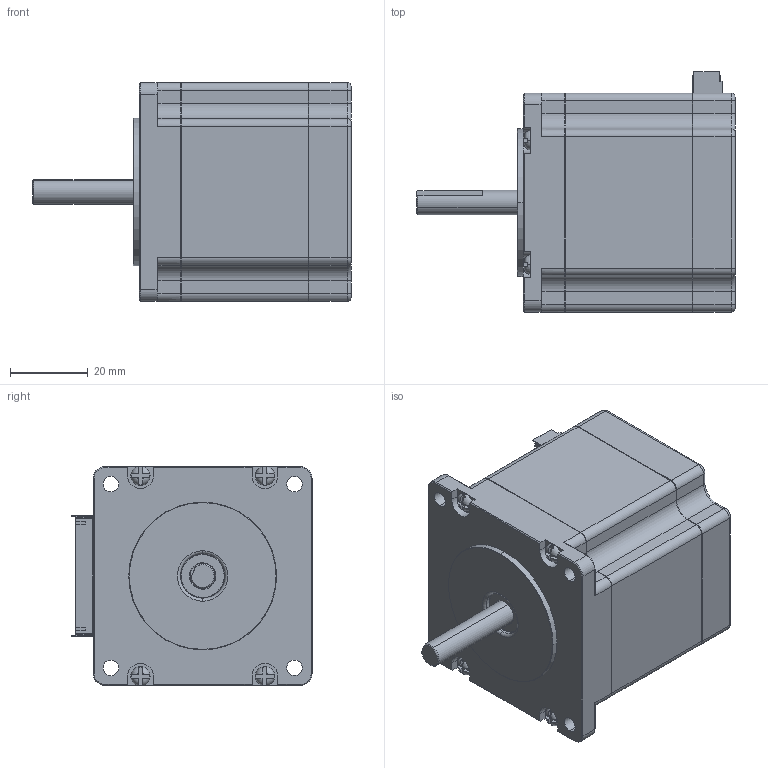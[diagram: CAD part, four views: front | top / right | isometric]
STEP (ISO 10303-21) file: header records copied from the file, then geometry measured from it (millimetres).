
FILE_DESCRIPTION (( 'STEP AP214' ), '1' );
FILE_NAME ('NEMA_235628-6.35_s.STEP', '2022-09-18T19:48:48', ( '' ), ( '' ), 'SwSTEP 2.0', 'SolidWorks 2015', '' );
FILE_SCHEMA (( 'AUTOMOTIVE_DESIGN' ));
Length unit declared in the file: millimetre
Products named in the file (8): Nema2356_screv; Nema2356_middle; Nema2356_contact; NEMA_235628-6.35_s; Nema2356_axis; Nema2356_top; Nema2356_gultnis; Nema2356_bottom
Assembly tree (11 placements, depth 2):
  NEMA_235628-6.35_s
    Nema2356_top
    Nema2356_middle
    Nema2356_bottom
    Nema2356_axis
    Nema2356_gultnis  x2
    Nema2356_screv  x4
    Nema2356_contact
Bounding box: 82 x 61.9 x 56.65 mm (x, y, z)
Volume: 159882.1 mm3; surface area: 37531.8 mm2
Topology: 12 solids, 12 shells, 471 faces, 1159 edges, 724 vertices
Faces by surface type: plane 238, cylinder 130, cone 75, torus 28
Entity records: 12613 total; most frequent: CARTESIAN_POINT 2082, DIRECTION 2068, ORIENTED_EDGE 1926, EDGE_CURVE 963, AXIS2_PLACEMENT_3D 721, LINE 626, VECTOR 626, VERTEX_POINT 600
